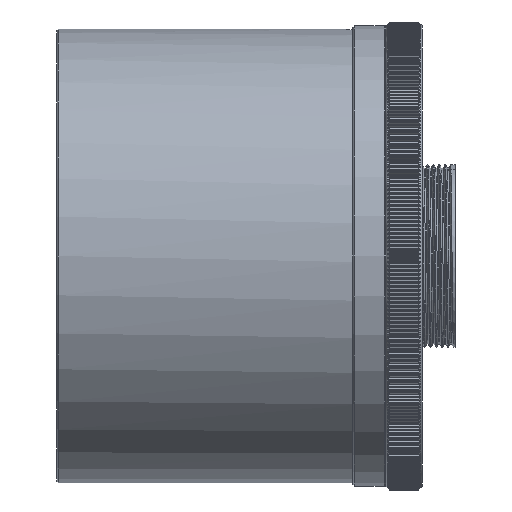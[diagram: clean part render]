
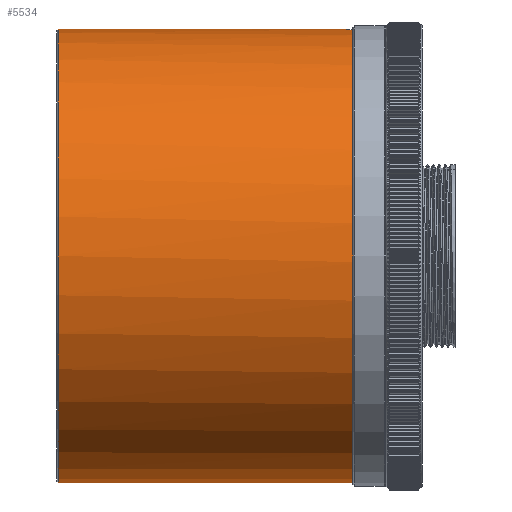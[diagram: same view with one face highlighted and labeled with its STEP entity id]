
A CAD part, left-side view. The second image highlights one B-rep face of the part: STEP entity #5534.
In plain terms, the highlighted cylindrical face has radius 31 mm (diameter 62 mm), a partial arc.
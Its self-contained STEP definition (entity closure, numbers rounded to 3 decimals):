
#111 = CIRCLE ( 'NONE', #38264, 31. ) ;
#948 = DIRECTION ( 'NONE',  ( 0., -1., 0. ) ) ;
#2190 = CARTESIAN_POINT ( 'NONE',  ( 0., 0., 0. ) ) ;
#2788 = CARTESIAN_POINT ( 'NONE',  ( -1.2, 2.2, 30.977 ) ) ;
#4806 = EDGE_CURVE ( 'NONE', #23741, #17331, #111, .T. ) ;
#5534 = ADVANCED_FACE ( 'NONE', ( #63350 ), #31895, .T. ) ;
#7452 = VERTEX_POINT ( 'NONE', #20225 ) ;
#7632 = EDGE_CURVE ( 'NONE', #43421, #66602, #11117, .T. ) ;
#7877 = CARTESIAN_POINT ( 'NONE',  ( 0., 41.6, 31. ) ) ;
#9060 = ORIENTED_EDGE ( 'NONE', *, *, #7632, .T. ) ;
#9471 = DIRECTION ( 'NONE',  ( 0., 0., -1. ) ) ;
#11117 = B_SPLINE_CURVE_WITH_KNOTS ( 'NONE', 3,
 ( #47876, #42728, #63575, #28374, #43750, #38281 ),
 .UNSPECIFIED., .F., .F.,
 ( 4, 2, 4 ),
 ( 0., 0., 0.001 ),
 .UNSPECIFIED. ) ;
#12086 = CARTESIAN_POINT ( 'NONE',  ( 0., 41.8, 0. ) ) ;
#12628 = EDGE_CURVE ( 'NONE', #57974, #7452, #52049, .T. ) ;
#16881 = DIRECTION ( 'NONE',  ( 0., 0., -1. ) ) ;
#17331 = VERTEX_POINT ( 'NONE', #44839 ) ;
#18138 = ORIENTED_EDGE ( 'NONE', *, *, #62866, .T. ) ;
#18343 = ORIENTED_EDGE ( 'NONE', *, *, #4806, .T. ) ;
#20225 = CARTESIAN_POINT ( 'NONE',  ( 0., 2.2, 31. ) ) ;
#21602 = CARTESIAN_POINT ( 'NONE',  ( 0., 41.8, 31. ) ) ;
#22097 = ORIENTED_EDGE ( 'NONE', *, *, #24113, .T. ) ;
#22750 = ORIENTED_EDGE ( 'NONE', *, *, #39687, .F. ) ;
#23208 = AXIS2_PLACEMENT_3D ( 'NONE', #12086, #37044, #16881 ) ;
#23741 = VERTEX_POINT ( 'NONE', #47151 ) ;
#24113 = EDGE_CURVE ( 'NONE', #57974, #57077, #60605, .T. ) ;
#24207 = CARTESIAN_POINT ( 'NONE',  ( -1.7, 1.7, 30.953 ) ) ;
#24931 = CARTESIAN_POINT ( 'NONE',  ( 0., 41.8, -31. ) ) ;
#28374 = CARTESIAN_POINT ( 'NONE',  ( -1.461, 2.146, 30.966 ) ) ;
#29153 = LINE ( 'NONE', #43860, #36135 ) ;
#29964 = CIRCLE ( 'NONE', #47443, 31. ) ;
#30017 = VECTOR ( 'NONE', #46111, 1000. ) ;
#30074 = VECTOR ( 'NONE', #56834, 1000. ) ;
#31895 = CYLINDRICAL_SURFACE ( 'NONE', #23208, 31. ) ;
#36116 = EDGE_CURVE ( 'NONE', #17331, #43421, #29153, .T. ) ;
#36135 = VECTOR ( 'NONE', #44872, 1000. ) ;
#37044 = DIRECTION ( 'NONE',  ( 0., -1., 0. ) ) ;
#38264 = AXIS2_PLACEMENT_3D ( 'NONE', #2190, #65029, #60581 ) ;
#38281 = CARTESIAN_POINT ( 'NONE',  ( -1.2, 2.2, 30.977 ) ) ;
#39687 = EDGE_CURVE ( 'NONE', #7452, #66602, #29964, .T. ) ;
#39891 = CARTESIAN_POINT ( 'NONE',  ( 0., 2.2, 0. ) ) ;
#42062 = AXIS2_PLACEMENT_3D ( 'NONE', #58666, #948, #47070 ) ;
#42728 = CARTESIAN_POINT ( 'NONE',  ( -1.7, 1.832, 30.953 ) ) ;
#43421 = VERTEX_POINT ( 'NONE', #24207 ) ;
#43750 = CARTESIAN_POINT ( 'NONE',  ( -1.332, 2.2, 30.972 ) ) ;
#43860 = CARTESIAN_POINT ( 'NONE',  ( -1.7, 41.8, 30.953 ) ) ;
#44839 = CARTESIAN_POINT ( 'NONE',  ( -1.7, 0., 30.953 ) ) ;
#44872 = DIRECTION ( 'NONE',  ( 0., 1., 0. ) ) ;
#45355 = DIRECTION ( 'NONE',  ( 0., -1., 0. ) ) ;
#46111 = DIRECTION ( 'NONE',  ( 0., -1., 0. ) ) ;
#47070 = DIRECTION ( 'NONE',  ( 0., 0., 1. ) ) ;
#47151 = CARTESIAN_POINT ( 'NONE',  ( 0., 0., -31. ) ) ;
#47443 = AXIS2_PLACEMENT_3D ( 'NONE', #39891, #45355, #9471 ) ;
#47876 = CARTESIAN_POINT ( 'NONE',  ( -1.7, 1.7, 30.953 ) ) ;
#48386 = EDGE_LOOP ( 'NONE', ( #55600, #22097, #18138, #18343, #53142, #9060, #22750 ) ) ;
#50922 = LINE ( 'NONE', #24931, #30017 ) ;
#52049 = LINE ( 'NONE', #21602, #30074 ) ;
#53142 = ORIENTED_EDGE ( 'NONE', *, *, #36116, .T. ) ;
#55600 = ORIENTED_EDGE ( 'NONE', *, *, #12628, .F. ) ;
#56834 = DIRECTION ( 'NONE',  ( 0., -1., 0. ) ) ;
#57077 = VERTEX_POINT ( 'NONE', #58739 ) ;
#57974 = VERTEX_POINT ( 'NONE', #7877 ) ;
#58666 = CARTESIAN_POINT ( 'NONE',  ( 0., 41.6, 0. ) ) ;
#58739 = CARTESIAN_POINT ( 'NONE',  ( 0., 41.6, -31. ) ) ;
#60581 = DIRECTION ( 'NONE',  ( 0., 0., 1. ) ) ;
#60605 = CIRCLE ( 'NONE', #42062, 31. ) ;
#62866 = EDGE_CURVE ( 'NONE', #57077, #23741, #50922, .T. ) ;
#63350 = FACE_OUTER_BOUND ( 'NONE', #48386, .T. ) ;
#63575 = CARTESIAN_POINT ( 'NONE',  ( -1.646, 1.961, 30.956 ) ) ;
#65029 = DIRECTION ( 'NONE',  ( 0., 1., 0. ) ) ;
#66602 = VERTEX_POINT ( 'NONE', #2788 ) ;
